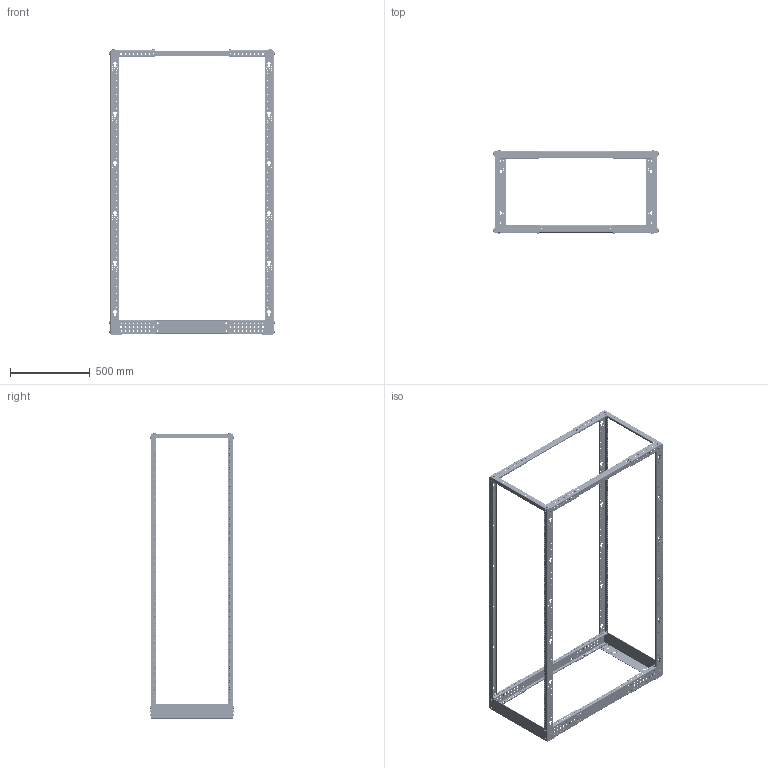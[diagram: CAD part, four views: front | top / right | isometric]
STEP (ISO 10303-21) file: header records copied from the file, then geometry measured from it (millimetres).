
FILE_DESCRIPTION (( 'STEP AP214' ), '1' );
FILE_NAME ('00406966_3D.STEP', '2022-02-28T17:53:53', ( '' ), ( '' ), 'SwSTEP 2.0', 'SolidWorks 2021', '' );
FILE_SCHEMA (( 'AUTOMOTIVE_DESIGN' ));
Length unit declared in the file: inch
Products named in the file (13): Copy of PRT0008^Copy of SHUANG_ASM_00406966; Copy of SHUANG_ASM^00406966; Copy of PRT0001^Copy of SHUANG_ASM_00406966; Copy of PRT0003YOU^Copy of SHUANG_ASM_00406966; Copy of PRT0003^Copy of SHUANG_ASM_00406966; Copy of PRT0006^00406966; 00406966_3D; Copy of PRT0009^Copy of SHUANG_ASM_00406966; Copy of PRT0001YOU^Copy of SHUANG_ASM_00406966; Copy of PRT0002^00406966; Copy of M10_12^00406966; Copy of PRT0007^Copy of SHUANG_ASM_00406966; Copy of M10_12^Copy of SHUANG_ASM_00406966
Assembly tree (38 placements, depth 3):
  00406966_3D
    Copy of SHUANG_ASM^00406966  x2
      Copy of PRT0001^Copy of SHUANG_ASM_00406966
      Copy of PRT0001YOU^Copy of SHUANG_ASM_00406966
      Copy of PRT0007^Copy of SHUANG_ASM_00406966
      Copy of PRT0003^Copy of SHUANG_ASM_00406966
      Copy of PRT0003YOU^Copy of SHUANG_ASM_00406966
      Copy of PRT0009^Copy of SHUANG_ASM_00406966
      Copy of PRT0008^Copy of SHUANG_ASM_00406966
      Copy of M10_12^Copy of SHUANG_ASM_00406966
    Copy of PRT0006^00406966  x2
    Copy of PRT0002^00406966  x2
    Copy of M10_12^00406966  x12
Bounding box: 1033.4 x 524.5 x 1789.15 mm (x, y, z)
Volume: 3073697 mm3; surface area: 3012395.4 mm2
Topology: 56 solids, 56 shells, 8120 faces, 24128 edges, 16600 vertices
Faces by surface type: cylinder 4512, bspline 1992, plane 1616
Entity records: 176270 total; most frequent: CARTESIAN_POINT 84082, ORIENTED_EDGE 20204, DIRECTION 18600, EDGE_CURVE 10102, AXIS2_PLACEMENT_3D 7904, VERTEX_POINT 7016, CIRCLE 5430, EDGE_LOOP 4834
